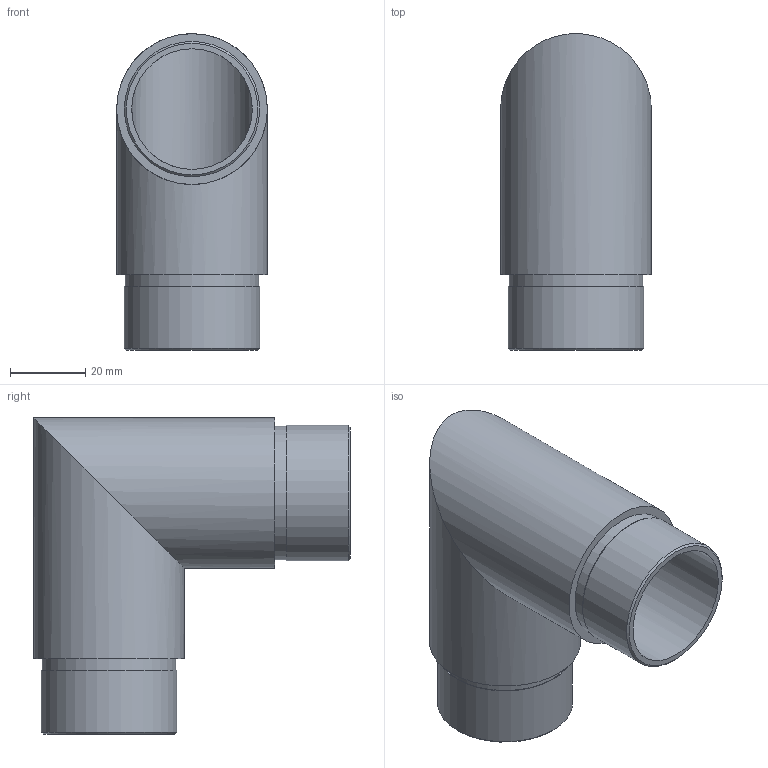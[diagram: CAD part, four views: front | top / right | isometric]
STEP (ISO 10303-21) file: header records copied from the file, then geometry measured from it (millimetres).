
FILE_DESCRIPTION (( 'STEP AP203' ), '1' );
FILE_NAME ('56170-320-40.step', '2020-02-24T13:02:07', ( '' ), ( '' ), 'SwSTEP 2.0', 'SolidWorks 2015', '' );
FILE_SCHEMA (( 'CONFIG_CONTROL_DESIGN' ));
Length unit declared in the file: millimetre
Products named in the file (2): 56170-320-40
Bounding box: 40 x 84 x 84 mm (x, y, z)
Volume: 47966.7 mm3; surface area: 29364.4 mm2
Topology: 1 solids, 1 shells, 261 faces, 682 edges, 455 vertices
Faces by surface type: bspline 112, plane 111, cylinder 36, cone 2
Full cylindrical faces by diameter (mm): 32 x2, 35.5 x2, 35.9 x2, 40 x2
Entity records: 12658 total; most frequent: CARTESIAN_POINT 6900, ORIENTED_EDGE 1334, DIRECTION 819, EDGE_CURVE 667, VERTEX_POINT 450, VECTOR 309, LINE 309, EDGE_LOOP 305
